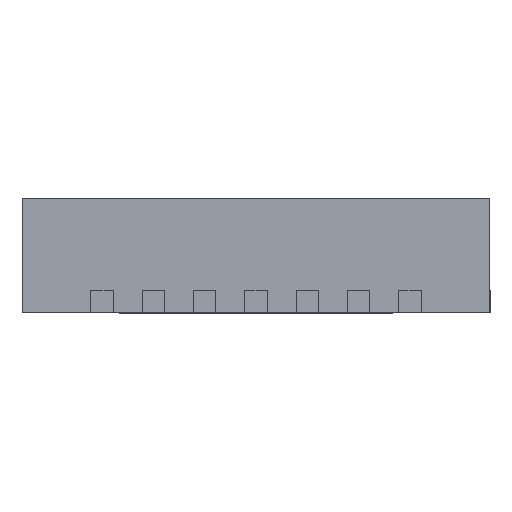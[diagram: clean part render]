
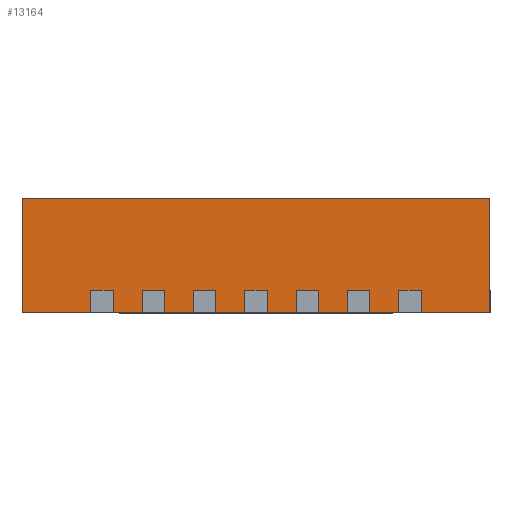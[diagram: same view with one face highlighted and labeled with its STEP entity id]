
A CAD part, front view. The second image highlights one B-rep face of the part: STEP entity #13164.
In plain terms, the highlighted planar face has unit normal (0, -1, 0).
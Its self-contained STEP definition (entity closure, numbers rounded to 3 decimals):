
#786 = CARTESIAN_POINT ( 'NONE',  ( 0., 0., 0. ) ) ;
#1910 = VECTOR ( 'NONE', #16596, 1000. ) ;
#2474 = DIRECTION ( 'NONE',  ( 1., 0., 0. ) ) ;
#2683 = CARTESIAN_POINT ( 'NONE',  ( 4.1, 0., 0. ) ) ;
#2779 = LINE ( 'NONE', #17036, #13052 ) ;
#3665 = DIRECTION ( 'NONE',  ( 0., 1., 0. ) ) ;
#3922 = LINE ( 'NONE', #786, #12841 ) ;
#4224 = CARTESIAN_POINT ( 'NONE',  ( 0., 0., 0. ) ) ;
#4361 = ORIENTED_EDGE ( 'NONE', *, *, #9826, .T. ) ;
#4523 = CARTESIAN_POINT ( 'NONE',  ( 4.1, 0., 1. ) ) ;
#5615 = PLANE ( 'NONE',  #17103 ) ;
#6245 = VERTEX_POINT ( 'NONE', #11299 ) ;
#7535 = DIRECTION ( 'NONE',  ( 1., 0., 0. ) ) ;
#8667 = VERTEX_POINT ( 'NONE', #11130 ) ;
#8743 = ORIENTED_EDGE ( 'NONE', *, *, #15604, .T. ) ;
#8797 = EDGE_CURVE ( 'NONE', #14615, #6245, #16364, .T. ) ;
#8983 = EDGE_CURVE ( 'NONE', #6245, #11727, #2779, .T. ) ;
#9826 = EDGE_CURVE ( 'NONE', #8667, #11727, #11242, .T. ) ;
#9907 = EDGE_LOOP ( 'NONE', ( #4361, #9940, #21343, #8743 ) ) ;
#9940 = ORIENTED_EDGE ( 'NONE', *, *, #8983, .F. ) ;
#11130 = CARTESIAN_POINT ( 'NONE',  ( 4.1, 0., 0. ) ) ;
#11242 = LINE ( 'NONE', #2683, #1910 ) ;
#11299 = CARTESIAN_POINT ( 'NONE',  ( 0., 0., 1. ) ) ;
#11727 = VERTEX_POINT ( 'NONE', #4523 ) ;
#12841 = VECTOR ( 'NONE', #2474, 1000. ) ;
#13052 = VECTOR ( 'NONE', #13384, 1000. ) ;
#13164 = ADVANCED_FACE ( 'NONE', ( #19663 ), #5615, .F. ) ;
#13384 = DIRECTION ( 'NONE',  ( 1., 0., 0. ) ) ;
#14092 = CARTESIAN_POINT ( 'NONE',  ( 0., 0., 0. ) ) ;
#14615 = VERTEX_POINT ( 'NONE', #4224 ) ;
#14772 = CARTESIAN_POINT ( 'NONE',  ( 0., 0., 0. ) ) ;
#15604 = EDGE_CURVE ( 'NONE', #14615, #8667, #3922, .T. ) ;
#15610 = VECTOR ( 'NONE', #21492, 1000. ) ;
#16364 = LINE ( 'NONE', #14772, #15610 ) ;
#16596 = DIRECTION ( 'NONE',  ( 0., 0., 1. ) ) ;
#17036 = CARTESIAN_POINT ( 'NONE',  ( 0., 0., 1. ) ) ;
#17103 = AXIS2_PLACEMENT_3D ( 'NONE', #14092, #3665, #7535 ) ;
#19663 = FACE_OUTER_BOUND ( 'NONE', #9907, .T. ) ;
#21343 = ORIENTED_EDGE ( 'NONE', *, *, #8797, .F. ) ;
#21492 = DIRECTION ( 'NONE',  ( 0., 0., 1. ) ) ;
